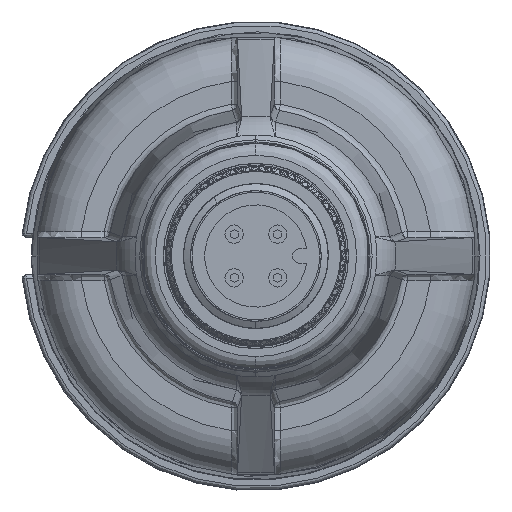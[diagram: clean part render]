
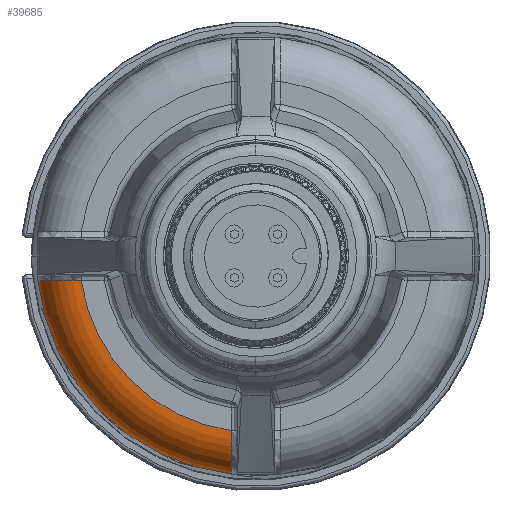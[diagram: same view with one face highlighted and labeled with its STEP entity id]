
A CAD part, left-side view. The second image highlights one B-rep face of the part: STEP entity #39685.
In plain terms, the highlighted toroidal (fillet/blend) face has major radius 14.311 mm and minor radius 3.5 mm.
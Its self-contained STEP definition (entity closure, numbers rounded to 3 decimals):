
#506=CARTESIAN_POINT('',(-449.161,0.,0.));
#507=DIRECTION('',(-1.,0.,0.));
#508=DIRECTION('',(0.,0.994,-0.113));
#509=AXIS2_PLACEMENT_3D('',#506,#507,#508);
#1308=CARTESIAN_POINT('',(-449.161,17.697,
-2.004));
#1309=CARTESIAN_POINT('',(-449.21,17.696,
-2.003));
#1310=CARTESIAN_POINT('',(-449.307,17.693,
-2.001));
#1311=CARTESIAN_POINT('',(-449.453,17.681,
-1.998));
#1312=CARTESIAN_POINT('',(-449.599,17.663,
-1.996));
#1313=CARTESIAN_POINT('',(-449.743,17.64,
-1.993));
#1314=CARTESIAN_POINT('',(-449.887,17.61,
-1.991));
#1315=CARTESIAN_POINT('',(-450.029,17.574,
-1.988));
#1316=CARTESIAN_POINT('',(-450.169,17.532,
-1.986));
#1317=CARTESIAN_POINT('',(-450.308,17.484,
-1.984));
#1318=CARTESIAN_POINT('',(-450.444,17.431,
-1.982));
#1319=CARTESIAN_POINT('',(-450.578,17.372,
-1.98));
#1320=CARTESIAN_POINT('',(-450.71,17.307,
-1.979));
#1321=CARTESIAN_POINT('',(-450.839,17.236,
-1.977));
#1322=CARTESIAN_POINT('',(-450.964,17.161,
-1.976));
#1323=CARTESIAN_POINT('',(-451.087,17.08,
-1.974));
#1324=CARTESIAN_POINT('',(-451.206,16.993,
-1.973));
#1325=CARTESIAN_POINT('',(-451.321,16.902,
-1.972));
#1326=CARTESIAN_POINT('',(-451.433,16.806,
-1.971));
#1327=CARTESIAN_POINT('',(-451.54,16.705,
-1.97));
#1328=CARTESIAN_POINT('',(-451.643,16.6,
-1.97));
#1329=CARTESIAN_POINT('',(-451.742,16.491,
-1.97));
#1330=CARTESIAN_POINT('',(-451.836,16.377,
-1.969));
#1331=CARTESIAN_POINT('',(-451.925,16.26,
-1.969));
#1332=CARTESIAN_POINT('',(-452.009,16.138,
-1.969));
#1333=CARTESIAN_POINT('',(-452.089,16.013,
-1.97));
#1334=CARTESIAN_POINT('',(-452.163,15.885,
-1.97));
#1335=CARTESIAN_POINT('',(-452.231,15.754,
-1.971));
#1336=CARTESIAN_POINT('',(-452.294,15.62,
-1.972));
#1337=CARTESIAN_POINT('',(-452.352,15.483,
-1.973));
#1338=CARTESIAN_POINT('',(-452.404,15.343,
-1.974));
#1339=CARTESIAN_POINT('',(-452.449,15.202,
-1.976));
#1340=CARTESIAN_POINT('',(-452.489,15.058,
-1.977));
#1341=CARTESIAN_POINT('',(-452.523,14.913,
-1.979));
#1342=CARTESIAN_POINT('',(-452.551,14.767,
-1.981));
#1343=CARTESIAN_POINT('',(-452.573,14.619,
-1.983));
#1344=CARTESIAN_POINT('',(-452.589,14.47,
-1.986));
#1345=CARTESIAN_POINT('',(-452.598,14.321,
-1.988));
#1346=CARTESIAN_POINT('',(-452.6,14.221,
-1.99));
#1347=CARTESIAN_POINT('',(-452.6,14.171,-1.991));
#1349=CARTESIAN_POINT('',(-452.6,1.991,-14.171));
#1350=CARTESIAN_POINT('',(-452.6,1.99,
-14.221));
#1351=CARTESIAN_POINT('',(-452.598,1.988,
-14.321));
#1352=CARTESIAN_POINT('',(-452.589,1.986,
-14.47));
#1353=CARTESIAN_POINT('',(-452.573,1.983,
-14.619));
#1354=CARTESIAN_POINT('',(-452.551,1.981,
-14.767));
#1355=CARTESIAN_POINT('',(-452.523,1.979,
-14.914));
#1356=CARTESIAN_POINT('',(-452.489,1.977,
-15.059));
#1357=CARTESIAN_POINT('',(-452.449,1.976,
-15.202));
#1358=CARTESIAN_POINT('',(-452.403,1.974,
-15.344));
#1359=CARTESIAN_POINT('',(-452.352,1.973,
-15.483));
#1360=CARTESIAN_POINT('',(-452.294,1.972,
-15.62));
#1361=CARTESIAN_POINT('',(-452.231,1.971,
-15.754));
#1362=CARTESIAN_POINT('',(-452.162,1.97,
-15.885));
#1363=CARTESIAN_POINT('',(-452.089,1.97,
-16.014));
#1364=CARTESIAN_POINT('',(-452.009,1.969,
-16.138));
#1365=CARTESIAN_POINT('',(-451.925,1.969,
-16.26));
#1366=CARTESIAN_POINT('',(-451.836,1.969,
-16.377));
#1367=CARTESIAN_POINT('',(-451.742,1.97,
-16.491));
#1368=CARTESIAN_POINT('',(-451.643,1.97,
-16.6));
#1369=CARTESIAN_POINT('',(-451.54,1.97,
-16.706));
#1370=CARTESIAN_POINT('',(-451.433,1.971,
-16.806));
#1371=CARTESIAN_POINT('',(-451.321,1.972,
-16.902));
#1372=CARTESIAN_POINT('',(-451.206,1.973,
-16.993));
#1373=CARTESIAN_POINT('',(-451.087,1.974,
-17.08));
#1374=CARTESIAN_POINT('',(-450.964,1.976,
-17.161));
#1375=CARTESIAN_POINT('',(-450.839,1.977,
-17.236));
#1376=CARTESIAN_POINT('',(-450.71,1.979,
-17.307));
#1377=CARTESIAN_POINT('',(-450.578,1.98,
-17.372));
#1378=CARTESIAN_POINT('',(-450.444,1.982,
-17.431));
#1379=CARTESIAN_POINT('',(-450.308,1.984,
-17.484));
#1380=CARTESIAN_POINT('',(-450.169,1.986,
-17.532));
#1381=CARTESIAN_POINT('',(-450.029,1.988,
-17.574));
#1382=CARTESIAN_POINT('',(-449.887,1.991,
-17.61));
#1383=CARTESIAN_POINT('',(-449.744,1.993,
-17.64));
#1384=CARTESIAN_POINT('',(-449.599,1.996,
-17.663));
#1385=CARTESIAN_POINT('',(-449.454,1.998,
-17.681));
#1386=CARTESIAN_POINT('',(-449.308,2.001,
-17.693));
#1387=CARTESIAN_POINT('',(-449.21,2.003,
-17.696));
#1388=CARTESIAN_POINT('',(-449.161,2.004,
-17.697));
#1540=CARTESIAN_POINT('',(-452.6,0.,0.));
#1541=DIRECTION('',(-1.,0.,0.));
#1542=DIRECTION('',(0.,0.99,-0.139));
#1543=AXIS2_PLACEMENT_3D('',#1540,#1541,#1542);
#35238=CARTESIAN_POINT('',(-452.6,14.171,-1.991));
#35239=VERTEX_POINT('',#35238);
#35265=CARTESIAN_POINT('',(-449.161,17.697,
-2.004));
#35266=CARTESIAN_POINT('',(-449.161,2.004,
-17.697));
#35267=VERTEX_POINT('',#35265);
#35268=VERTEX_POINT('',#35266);
#35269=CARTESIAN_POINT('',(-452.6,1.991,-14.171));
#35270=VERTEX_POINT('',#35269);
#39672=CARTESIAN_POINT('',(-449.1,0.,0.));
#39673=DIRECTION('',(-1.,0.,0.));
#39674=DIRECTION('',(0.,-0.04,0.999));
#39675=AXIS2_PLACEMENT_3D('',#39672,#39673,#39674);
#39676=TOROIDAL_SURFACE('',#39675,14.311,3.5);
#39677=ORIENTED_EDGE('',*,*,#38843,.F.);
#39679=ORIENTED_EDGE('',*,*,#39678,.T.);
#39681=ORIENTED_EDGE('',*,*,#39680,.T.);
#39682=ORIENTED_EDGE('',*,*,#39663,.T.);
#39683=EDGE_LOOP('',(#39677,#39679,#39681,#39682));
#39684=FACE_OUTER_BOUND('',#39683,.F.);
#39685=ADVANCED_FACE('',(#39684),#39676,.T.);
#510=CIRCLE('',#509,17.81);
#1348=B_SPLINE_CURVE_WITH_KNOTS('',3,(#1308,#1309,#1310,#1311,#1312,#1313,#1314,
#1315,#1316,#1317,#1318,#1319,#1320,#1321,#1322,#1323,#1324,#1325,#1326,#1327,
#1328,#1329,#1330,#1331,#1332,#1333,#1334,#1335,#1336,#1337,#1338,#1339,#1340,
#1341,#1342,#1343,#1344,#1345,#1346,#1347),.UNSPECIFIED.,.F.,.F.,(4,1,1,1,1,1,1,
1,1,1,1,1,1,1,1,1,1,1,1,1,1,1,1,1,1,1,1,1,1,1,1,1,1,1,1,1,1,4),(0.,
0.027,0.054,0.081,0.108,
0.135,0.162,0.189,0.216,
0.243,0.27,0.297,0.324,
0.351,0.378,0.405,0.432,
0.459,0.486,0.514,0.541,
0.568,0.595,0.622,0.649,
0.676,0.703,0.73,0.757,
0.784,0.811,0.838,0.865,
0.892,0.919,0.946,0.973,1.),
.UNSPECIFIED.);
#1389=B_SPLINE_CURVE_WITH_KNOTS('',3,(#1349,#1350,#1351,#1352,#1353,#1354,#1355,
#1356,#1357,#1358,#1359,#1360,#1361,#1362,#1363,#1364,#1365,#1366,#1367,#1368,
#1369,#1370,#1371,#1372,#1373,#1374,#1375,#1376,#1377,#1378,#1379,#1380,#1381,
#1382,#1383,#1384,#1385,#1386,#1387,#1388),.UNSPECIFIED.,.F.,.F.,(4,1,1,1,1,1,1,
1,1,1,1,1,1,1,1,1,1,1,1,1,1,1,1,1,1,1,1,1,1,1,1,1,1,1,1,1,1,4),(0.,
0.027,0.054,0.081,0.108,
0.135,0.162,0.189,0.216,
0.243,0.27,0.297,0.324,
0.351,0.378,0.405,0.432,
0.459,0.486,0.514,0.541,
0.568,0.595,0.622,0.649,
0.676,0.703,0.73,0.757,
0.784,0.811,0.838,0.865,
0.892,0.919,0.946,0.973,1.),
.UNSPECIFIED.);
#1544=CIRCLE('',#1543,14.311);
#38843=EDGE_CURVE('',#35267,#35268,#510,.T.);
#39663=EDGE_CURVE('',#35270,#35268,#1389,.T.);
#39678=EDGE_CURVE('',#35267,#35239,#1348,.T.);
#39680=EDGE_CURVE('',#35239,#35270,#1544,.T.);
